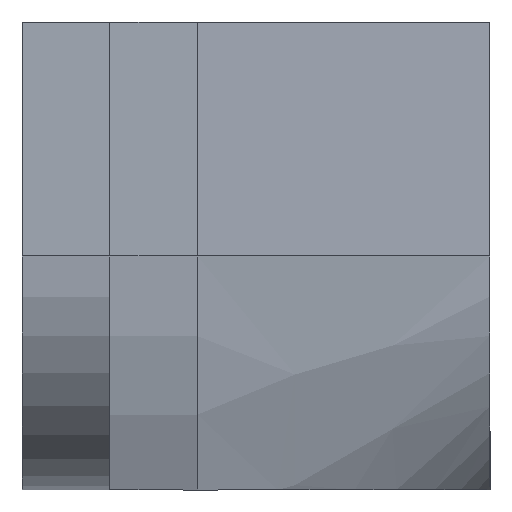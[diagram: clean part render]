
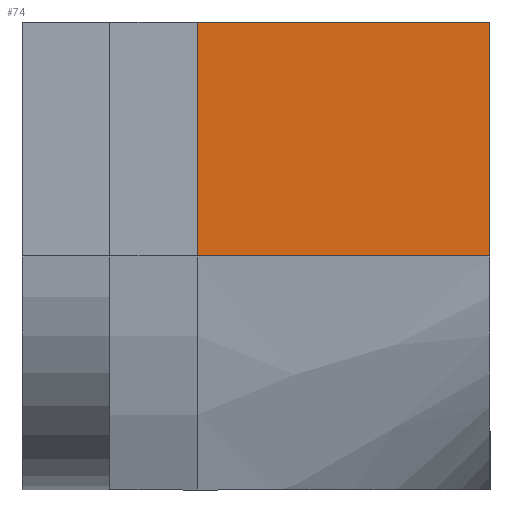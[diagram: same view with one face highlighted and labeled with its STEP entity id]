
A CAD part, left-side view. The second image highlights one B-rep face of the part: STEP entity #74.
In plain terms, the highlighted planar face has unit normal (-0.656, -0.755, 0).
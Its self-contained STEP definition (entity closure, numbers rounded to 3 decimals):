
#15 = CARTESIAN_POINT ( 'NONE',  ( -4., -8., 4. ) ) ;
#52 = CARTESIAN_POINT ( 'NONE',  ( -9.75, -3., 4. ) ) ;
#61 = ORIENTED_EDGE ( 'NONE', *, *, #460, .T. ) ;
#74 = ADVANCED_FACE ( 'NONE', ( #477 ), #151, .T. ) ;
#76 = CARTESIAN_POINT ( 'NONE',  ( -9.75, -3., 0. ) ) ;
#98 = VECTOR ( 'NONE', #172, 1000. ) ;
#106 = LINE ( 'NONE', #498, #496 ) ;
#109 = CARTESIAN_POINT ( 'NONE',  ( -4., -8., 4. ) ) ;
#148 = VERTEX_POINT ( 'NONE', #76 ) ;
#151 = PLANE ( 'NONE',  #212 ) ;
#152 = VERTEX_POINT ( 'NONE', #645 ) ;
#167 = VECTOR ( 'NONE', #491, 1000. ) ;
#171 = CARTESIAN_POINT ( 'NONE',  ( -4., -8., 4. ) ) ;
#172 = DIRECTION ( 'NONE',  ( -0.755, 0.656, 0. ) ) ;
#212 = AXIS2_PLACEMENT_3D ( 'NONE', #171, #569, #364 ) ;
#216 = ORIENTED_EDGE ( 'NONE', *, *, #738, .T. ) ;
#253 = VECTOR ( 'NONE', #366, 1000. ) ;
#291 = CARTESIAN_POINT ( 'NONE',  ( -9.75, -3., 4. ) ) ;
#307 = EDGE_LOOP ( 'NONE', ( #216, #433, #544, #61 ) ) ;
#364 = DIRECTION ( 'NONE',  ( 0.755, -0.656, 0. ) ) ;
#366 = DIRECTION ( 'NONE',  ( -0.755, 0.656, 0. ) ) ;
#377 = LINE ( 'NONE', #109, #253 ) ;
#433 = ORIENTED_EDGE ( 'NONE', *, *, #463, .F. ) ;
#434 = DIRECTION ( 'NONE',  ( 0., 0., -1. ) ) ;
#441 = LINE ( 'NONE', #621, #98 ) ;
#460 = EDGE_CURVE ( 'NONE', #606, #493, #377, .T. ) ;
#463 = EDGE_CURVE ( 'NONE', #152, #148, #441, .T. ) ;
#477 = FACE_OUTER_BOUND ( 'NONE', #307, .T. ) ;
#491 = DIRECTION ( 'NONE',  ( 0., 0., -1. ) ) ;
#493 = VERTEX_POINT ( 'NONE', #52 ) ;
#496 = VECTOR ( 'NONE', #434, 1000. ) ;
#498 = CARTESIAN_POINT ( 'NONE',  ( -4., -8., 4. ) ) ;
#544 = ORIENTED_EDGE ( 'NONE', *, *, #754, .F. ) ;
#569 = DIRECTION ( 'NONE',  ( -0.656, -0.755, 0. ) ) ;
#606 = VERTEX_POINT ( 'NONE', #15 ) ;
#619 = LINE ( 'NONE', #291, #167 ) ;
#621 = CARTESIAN_POINT ( 'NONE',  ( -4., -8., 0. ) ) ;
#645 = CARTESIAN_POINT ( 'NONE',  ( -4., -8., 0. ) ) ;
#738 = EDGE_CURVE ( 'NONE', #493, #148, #619, .T. ) ;
#754 = EDGE_CURVE ( 'NONE', #606, #152, #106, .T. ) ;
